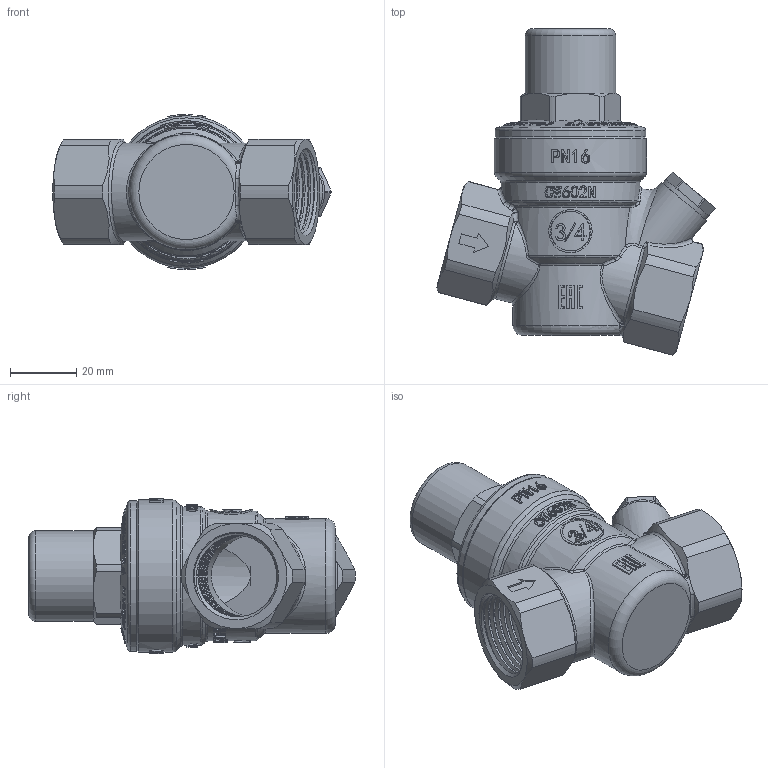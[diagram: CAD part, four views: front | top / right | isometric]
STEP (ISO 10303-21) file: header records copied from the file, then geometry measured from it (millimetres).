
FILE_DESCRIPTION(/* description */ ('STEP AP203'),/* implementation_level */ '2;1');
FILE_NAME(/* name */ 'G3-4.stp',/* time_stamp */ '2023-02-18T22:22:02+08:00',/* author */ ('lxr13'),/* organization */ ('Microsoft'),/* preprocessor_version */ 'ST-DEVELOPER v18.1',/* originating_system */ 'Autodesk Inventor 2022',/* authorisation */ '');
FILE_SCHEMA (('AUTOMOTIVE_DESIGN { 1 0 10303 214 3 1 1 }'));
Products named in the file (7): HPWR01-02-05-0000; ¼õÑ¹·§Ã±; 1117BU-05; 1117BU-04; ºÚÉ«¶ÂÍ·; O-13X1.5; HPWR01-02-05-01
Assembly tree (6 placements, depth 2):
  HPWR01-02-05-0000
    ¼õÑ¹·§Ã±
    1117BU-05
    1117BU-04
    ºÚÉ«¶ÂÍ·
    O-13X1.5
    HPWR01-02-05-01
Bounding box: 84.17 x 98.68 x 47 mm (x, y, z)
Volume: 55593.6 mm3; surface area: 40769.2 mm2
Topology: 6 solids, 6 shells, 1366 faces, 3597 edges, 2349 vertices
Faces by surface type: plane 710, bspline 333, cylinder 165, cone 114, torus 32, sphere 12
Full cylindrical faces by diameter (mm): 2.5 x1, 3 x1, 4.9 x1, 5 x1, 6 x1, 8 x1, 10.7 x1, 11.5 x6, 12 x1, 13 x1, 13.5 x1, 17 x1, 18 x1, 24.5 x12, 27.3 x1, 30.1 x1, 34.5 x2, 36.8 x1, 40 x1, 40.5 x5, 42 x1, 45.5 x1, 46 x1
Entity records: 86222 total; most frequent: CARTESIAN_POINT 54778, ORIENTED_EDGE 7182, DIRECTION 5513, EDGE_CURVE 3591, VERTEX_POINT 2349, AXIS2_PLACEMENT_3D 1965, LINE 1583, VECTOR 1583
